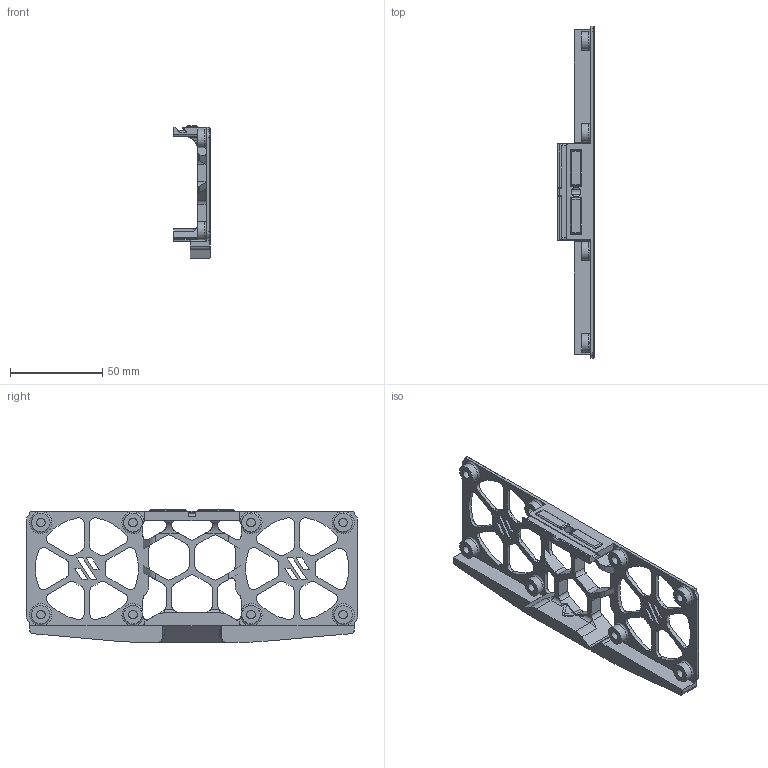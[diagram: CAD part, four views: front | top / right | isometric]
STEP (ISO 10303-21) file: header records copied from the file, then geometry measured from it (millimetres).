
FILE_DESCRIPTION(('HOOPS Exchange Step'),'2;1');
FILE_NAME('temp_export','2021-09-19T10:06:51+02:00',('mobile'),('Shapr3D Limited'),'HOOPS Exchange 2021.1','Shapr3D','Authorized');
FILE_SCHEMA( ('AP203_CONFIGURATION_CONTROLLED_3D_DESIGN_OF_MECHANICAL_PARTS_AND_ASSEMBLIES_MIM_LF') );
Length unit declared in the file: millimetre
Products named in the file (1): A0B1A0CE-0D48-4A0B-9FBB-A1F033DEF7D4.tmp
Bounding box: 20 x 180 x 72 mm (x, y, z)
Volume: 38817.1 mm3; surface area: 26911.7 mm2
Topology: 1 solids, 1 shells, 453 faces, 1255 edges, 809 vertices
Faces by surface type: cylinder 214, plane 190, bspline 19, torus 16, cone 14
Full cylindrical faces by diameter (mm): 4.64 x8, 4.7 x1, 5.4 x1, 10 x8
Entity records: 17215 total; most frequent: CARTESIAN_POINT 5241, DIRECTION 2556, ORIENTED_EDGE 2510, EDGE_CURVE 1255, AXIS2_PLACEMENT_3D 925, VERTEX_POINT 809, VECTOR 706, LINE 706
